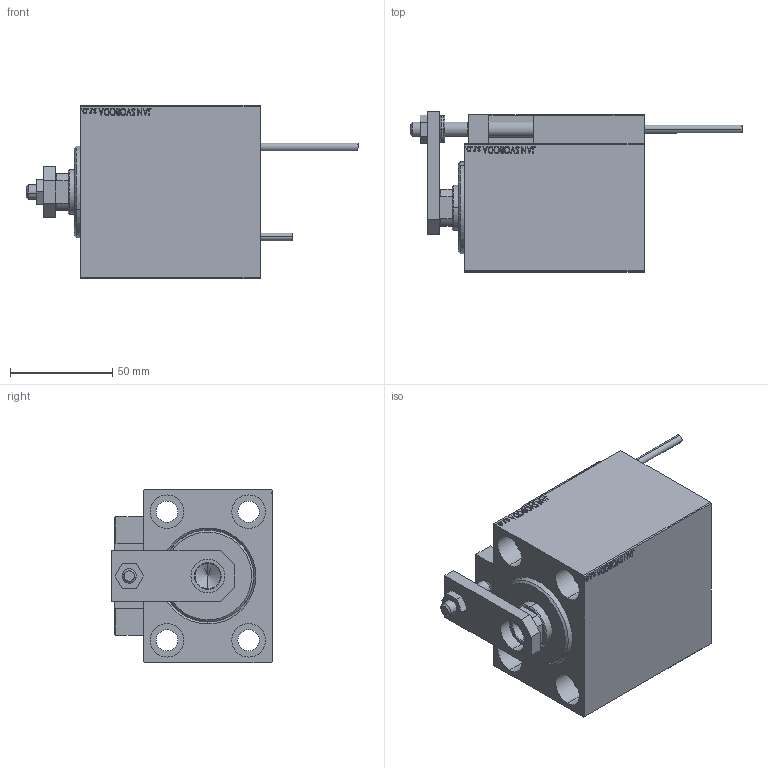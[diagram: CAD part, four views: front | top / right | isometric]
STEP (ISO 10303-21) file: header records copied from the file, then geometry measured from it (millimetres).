
FILE_DESCRIPTION (( 'STEP AP203' ), '1' );
FILE_NAME ('c70d.STEP', '2024-02-11T13:46:53', ( '' ), ( '' ), 'SwSTEP 2.0', 'SolidWorks 2019', '' );
FILE_SCHEMA (( 'CONFIG_CONTROL_DESIGN' ));
Length unit declared in the file: millimetre
Products named in the file (15): V450CM_C_Body a688b89e43a8b4d9e4f57a62e9cd9391; KONCOVKA a688b89e43a8b4d9e4f57a62e9cd9391; c70d; ALLEN BOLT D8 a688b89e43a8b4d9e4f57a62e9cd9391; ZARAZKA a688b89e43a8b4d9e4f57a62e9cd9391; SWITCH X a688b89e43a8b4d9e4f57a62e9cd9391; ALLEN BOLT D5 a688b89e43a8b4d9e4f57a62e9cd9391; Block a688b89e43a8b4d9e4f57a62e9cd9391; NUT_D12 a688b89e43a8b4d9e4f57a62e9cd9391; V450CM_VC_B a688b89e43a8b4d9e4f57a62e9cd9391; V450CM_C_VCP a688b89e43a8b4d9e4f57a62e9cd9391; SWITCH_X_FRONT_BACK a688b89e43a8b4d9e4f57a62e9cd9391; TYC_L79 a688b89e43a8b4d9e4f57a62e9cd9391; MAGNET a688b89e43a8b4d9e4f57a62e9cd9391; SWITCH DIM B,W a688b89e43a8b4d9e4f57a62e9cd9391
Assembly tree (24 placements, depth 3):
  c70d
    V450CM_C_Body a688b89e43a8b4d9e4f57a62e9cd9391
    SWITCH X a688b89e43a8b4d9e4f57a62e9cd9391
      SWITCH_X_FRONT_BACK a688b89e43a8b4d9e4f57a62e9cd9391  x2
      TYC_L79 a688b89e43a8b4d9e4f57a62e9cd9391
      Block a688b89e43a8b4d9e4f57a62e9cd9391  x2
      ALLEN BOLT D5 a688b89e43a8b4d9e4f57a62e9cd9391  x4
      ALLEN BOLT D8 a688b89e43a8b4d9e4f57a62e9cd9391  x4
      MAGNET a688b89e43a8b4d9e4f57a62e9cd9391  x2
      KONCOVKA a688b89e43a8b4d9e4f57a62e9cd9391  x2
    NUT_D12 a688b89e43a8b4d9e4f57a62e9cd9391
    SWITCH DIM B,W a688b89e43a8b4d9e4f57a62e9cd9391
    ZARAZKA a688b89e43a8b4d9e4f57a62e9cd9391
    V450CM_C_VCP a688b89e43a8b4d9e4f57a62e9cd9391
    V450CM_VC_B a688b89e43a8b4d9e4f57a62e9cd9391
Bounding box: 162.7 x 78.5 x 85 mm (x, y, z)
Volume: 457372.6 mm3; surface area: 101848.8 mm2
Topology: 23 solids, 23 shells, 1282 faces, 3070 edges, 1963 vertices
Faces by surface type: plane 560, bspline 380, cylinder 188, cone 106, torus 44, sphere 4
Entity records: 50297 total; most frequent: CARTESIAN_POINT 26020, ORIENTED_EDGE 5160, DIRECTION 3460, EDGE_CURVE 2580, VERTEX_POINT 1687, LINE 1486, VECTOR 1486, EDGE_LOOP 1193
